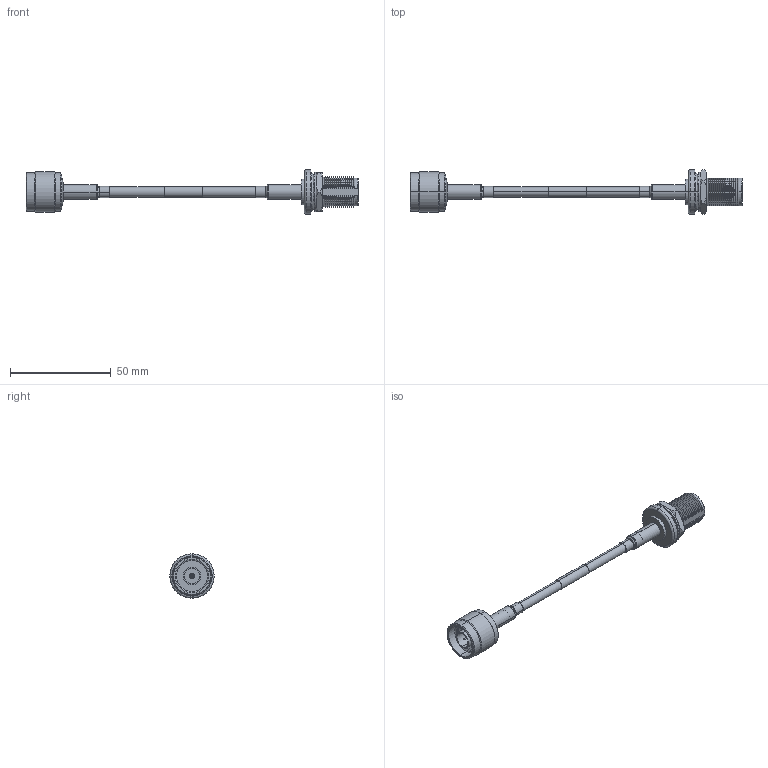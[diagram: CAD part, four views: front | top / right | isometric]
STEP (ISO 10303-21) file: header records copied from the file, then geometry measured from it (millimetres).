
FILE_DESCRIPTION (( 'STEP AP203' ), '1' );
FILE_NAME ('LCCA30672.STEP', '2020-09-25T06:19:10', ( '' ), ( '' ), 'SwSTEP 2.0', 'SolidWorks 2018', '' );
FILE_SCHEMA (( 'CONFIG_CONTROL_DESIGN' ));
Length unit declared in the file: inch
Products named in the file (16): Part3^LCCA30672; ANF-3700-MA2; ANM-1700; ANF-3700-MA4; LCCA30672; RG58C-PROD; 3AA02-017; ANM-1700-MA1; ANF-3700-MA3; ANF-3700-MA1; ANM-1700-MA3; 3AA03-013; ANM-1700-MA2; ANM-1700_NO PIN; ANF-3700; CA-195R-MA1_.195"x1"
Assembly tree (16 placements, depth 3):
  LCCA30672
    RG58C-PROD
    Part3^LCCA30672
    ANM-1700
      ANM-1700_NO PIN
      ANM-1700-MA2
      ANM-1700-MA1
      ANM-1700-MA3
    CA-195R-MA1_.195"x1"  x2
    ANF-3700
      ANF-3700-MA1
      ANF-3700-MA3
      3AA03-013
      3AA02-017
      ANF-3700-MA4
      ANF-3700-MA2
Bounding box: 164.37 x 22 x 22 mm (x, y, z)
Volume: 11141.8 mm3; surface area: 13400.6 mm2
Topology: 14 solids, 14 shells, 569 faces, 1430 edges, 912 vertices
Faces by surface type: cylinder 229, cone 199, plane 117, torus 22, sphere 2
Entity records: 19172 total; most frequent: CARTESIAN_POINT 4042, DIRECTION 2934, ORIENTED_EDGE 2768, EDGE_CURVE 1384, AXIS2_PLACEMENT_3D 1206, VERTEX_POINT 888, CIRCLE 638, EDGE_LOOP 600
